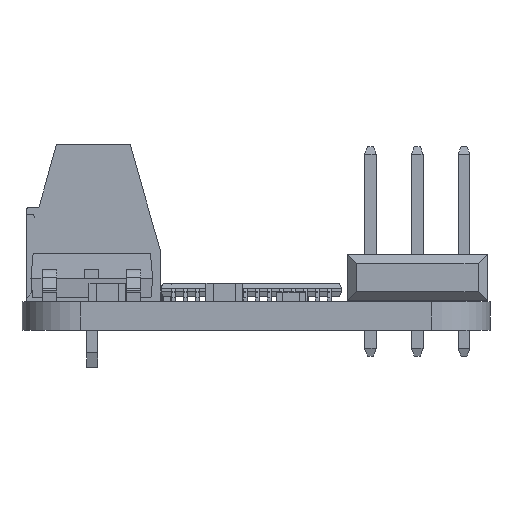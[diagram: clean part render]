
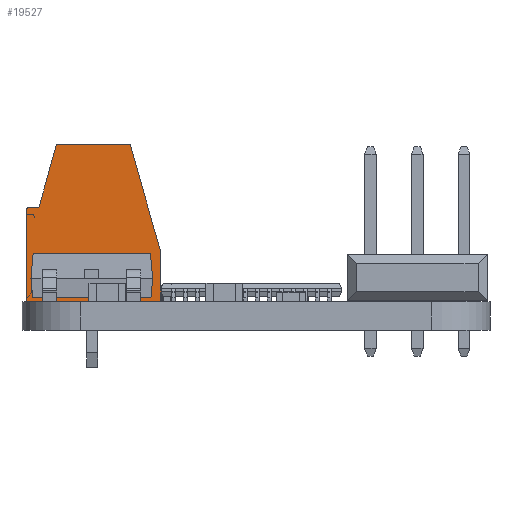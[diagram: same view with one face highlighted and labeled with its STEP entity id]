
A CAD part, left-side view. The second image highlights one B-rep face of the part: STEP entity #19527.
In plain terms, the highlighted face is planar.
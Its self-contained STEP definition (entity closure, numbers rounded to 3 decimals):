
#743=PLANE('',#21258);
#1772=FACE_OUTER_BOUND('',#3072,.T.);
#3072=EDGE_LOOP('',(#15819,#15820,#15821,#15822,#15823,#15824,#15825,#15826));
#4607=LINE('',#30313,#6729);
#4641=LINE('',#30999,#6763);
#4642=LINE('',#31001,#6764);
#4643=LINE('',#31003,#6765);
#4644=LINE('',#31007,#6766);
#4645=LINE('',#31009,#6767);
#4646=LINE('',#31010,#6768);
#6729=VECTOR('',#24820,1000.);
#6763=VECTOR('',#24972,1000.);
#6764=VECTOR('',#24973,1000.);
#6765=VECTOR('',#24974,1000.);
#6766=VECTOR('',#24977,1000.);
#6767=VECTOR('',#24978,1000.);
#6768=VECTOR('',#24979,1000.);
#8363=CIRCLE('',#21259,0.2);
#9389=VERTEX_POINT('',#30311);
#9390=VERTEX_POINT('',#30312);
#9453=VERTEX_POINT('',#30998);
#9454=VERTEX_POINT('',#31000);
#9455=VERTEX_POINT('',#31002);
#9456=VERTEX_POINT('',#31004);
#9457=VERTEX_POINT('',#31006);
#9458=VERTEX_POINT('',#31008);
#11589=EDGE_CURVE('',#9389,#9390,#4607,.T.);
#11675=EDGE_CURVE('',#9453,#9390,#4641,.T.);
#11676=EDGE_CURVE('',#9453,#9454,#4642,.T.);
#11677=EDGE_CURVE('',#9454,#9455,#4643,.T.);
#11678=EDGE_CURVE('',#9455,#9456,#8363,.T.);
#11679=EDGE_CURVE('',#9456,#9457,#4644,.T.);
#11680=EDGE_CURVE('',#9457,#9458,#4645,.T.);
#11681=EDGE_CURVE('',#9389,#9458,#4646,.T.);
#15819=ORIENTED_EDGE('',*,*,#11589,.T.);
#15820=ORIENTED_EDGE('',*,*,#11675,.F.);
#15821=ORIENTED_EDGE('',*,*,#11676,.T.);
#15822=ORIENTED_EDGE('',*,*,#11677,.T.);
#15823=ORIENTED_EDGE('',*,*,#11678,.T.);
#15824=ORIENTED_EDGE('',*,*,#11679,.T.);
#15825=ORIENTED_EDGE('',*,*,#11680,.T.);
#15826=ORIENTED_EDGE('',*,*,#11681,.F.);
#19527=ADVANCED_FACE('',(#1772),#743,.F.);
#21258=AXIS2_PLACEMENT_3D('',#30997,#24970,#24971);
#21259=AXIS2_PLACEMENT_3D('',#31005,#24975,#24976);
#24820=DIRECTION('',(0.,-0.274,0.962));
#24970=DIRECTION('center_axis',(-1.,0.,0.));
#24971=DIRECTION('ref_axis',(0.,-1.,0.));
#24972=DIRECTION('',(0.,1.,0.));
#24973=DIRECTION('',(0.,-0.269,-0.963));
#24974=DIRECTION('',(0.,-1.,0.));
#24975=DIRECTION('center_axis',(1.,0.,0.));
#24976=DIRECTION('ref_axis',(0.,-1.,0.));
#24977=DIRECTION('',(0.,0.,-1.));
#24978=DIRECTION('',(0.,1.,0.));
#24979=DIRECTION('',(0.,0.,-1.));
#30311=CARTESIAN_POINT('',(3.543,3.712,2.72));
#30312=CARTESIAN_POINT('',(3.543,2.062,8.52));
#30313=CARTESIAN_POINT('',(3.543,3.52,3.393));
#30997=CARTESIAN_POINT('Origin',(3.543,-3.588,8.52));
#30998=CARTESIAN_POINT('',(3.543,-1.938,8.52));
#30999=CARTESIAN_POINT('',(3.543,-3.588,8.52));
#31000=CARTESIAN_POINT('',(3.543,-2.888,5.12));
#31001=CARTESIAN_POINT('',(3.543,-1.938,8.52));
#31002=CARTESIAN_POINT('',(3.543,-3.388,5.12));
#31003=CARTESIAN_POINT('',(3.543,-2.888,5.12));
#31004=CARTESIAN_POINT('',(3.543,-3.588,4.92));
#31005=CARTESIAN_POINT('Origin',(3.543,-3.388,4.92));
#31006=CARTESIAN_POINT('',(3.543,-3.588,0.02));
#31007=CARTESIAN_POINT('',(3.543,-3.588,8.52));
#31008=CARTESIAN_POINT('',(3.543,3.712,0.02));
#31009=CARTESIAN_POINT('',(3.543,-3.588,0.02));
#31010=CARTESIAN_POINT('',(3.543,3.712,8.52));
